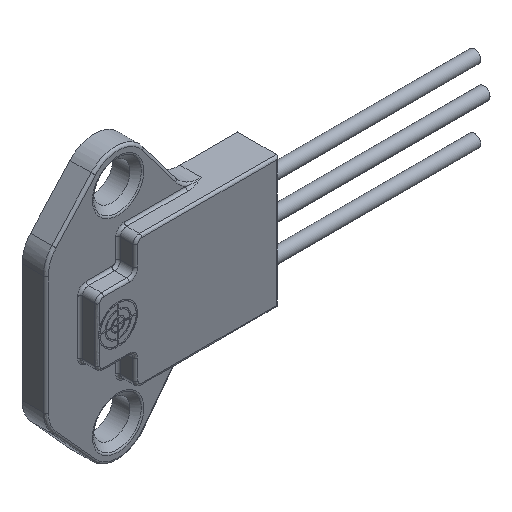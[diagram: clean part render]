
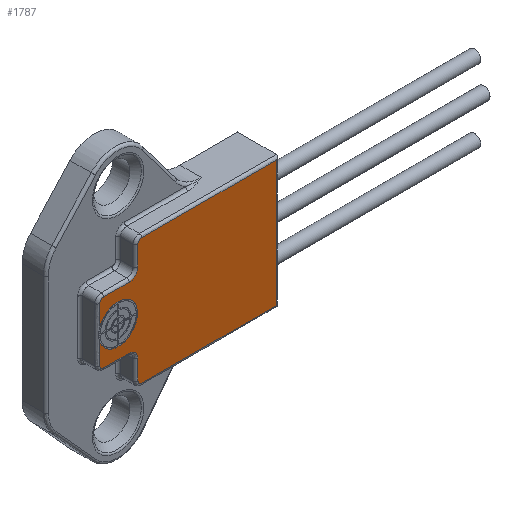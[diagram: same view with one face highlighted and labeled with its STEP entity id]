
A CAD part, isometric view. The second image highlights one B-rep face of the part: STEP entity #1787.
In plain terms, the highlighted free-form (B-spline) face has degree [1, 1] with [2, 2] control points.
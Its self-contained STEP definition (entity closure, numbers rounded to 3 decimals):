
#1032 = VERTEX_POINT('',#1033);
#1033 = CARTESIAN_POINT('',(-61.513,-1.885,
    22.13));
#1040 = EDGE_CURVE('',#1041,#1032,#1043,.T.);
#1041 = VERTEX_POINT('',#1042);
#1042 = CARTESIAN_POINT('',(-61.513,-1.885,
    23.565));
#1043 = ( BOUNDED_CURVE() B_SPLINE_CURVE(2,(#1044,#1045,#1046,#1047,
#1048,#1049,#1050),.UNSPECIFIED.,.F.,.F.) B_SPLINE_CURVE_WITH_KNOTS((3,2
    ,2,3),(3.49,5.352,7.214,9.076),
.PIECEWISE_BEZIER_KNOTS.) CURVE() GEOMETRIC_REPRESENTATION_ITEM() 
RATIONAL_B_SPLINE_CURVE((1.,0.597,1.,0.597,1.,
0.597,1.)) REPRESENTATION_ITEM('') );
#1044 = CARTESIAN_POINT('',(-61.513,-1.885,
    23.565));
#1045 = CARTESIAN_POINT('',(-60.548,-1.885,
    26.221));
#1046 = CARTESIAN_POINT('',(-58.282,-1.885,
    24.534));
#1047 = CARTESIAN_POINT('',(-56.015,-1.885,
    22.847));
#1048 = CARTESIAN_POINT('',(-58.282,-1.885,
    21.161));
#1049 = CARTESIAN_POINT('',(-60.548,-1.885,
    19.474));
#1050 = CARTESIAN_POINT('',(-61.513,-1.885,
    22.13));
#1787 = ADVANCED_FACE('',(#1788),#1900,.F.);
#1788 = FACE_BOUND('',#1789,.T.);
#1789 = EDGE_LOOP('',(#1790,#1791,#1798,#1806,#1813,#1821,#1828,#1836,
    #1843,#1850,#1857,#1865,#1872,#1880,#1887,#1895));
#1790 = ORIENTED_EDGE('',*,*,#1040,.T.);
#1791 = ORIENTED_EDGE('',*,*,#1792,.F.);
#1792 = EDGE_CURVE('',#1793,#1032,#1795,.T.);
#1793 = VERTEX_POINT('',#1794);
#1794 = CARTESIAN_POINT('',(-61.513,-1.885,
    19.911));
#1795 = B_SPLINE_CURVE_WITH_KNOTS('',1,(#1796,#1797),.UNSPECIFIED.,.F.,
  .F.,(2,2),(-3.248,-1.612),.PIECEWISE_BEZIER_KNOTS.);
#1796 = CARTESIAN_POINT('',(-61.513,-1.885,
    19.911));
#1797 = CARTESIAN_POINT('',(-61.513,-1.885,
    22.13));
#1798 = ORIENTED_EDGE('',*,*,#1799,.F.);
#1799 = EDGE_CURVE('',#1800,#1793,#1802,.T.);
#1800 = VERTEX_POINT('',#1801);
#1801 = CARTESIAN_POINT('',(-61.106,-1.885,
    19.504));
#1802 = ( BOUNDED_CURVE() B_SPLINE_CURVE(2,(#1803,#1804,#1805),
.UNSPECIFIED.,.F.,.F.) B_SPLINE_CURVE_WITH_KNOTS((3,3),(5.498,
7.069),.PIECEWISE_BEZIER_KNOTS.) CURVE() 
GEOMETRIC_REPRESENTATION_ITEM() RATIONAL_B_SPLINE_CURVE((1.,
0.707,1.)) REPRESENTATION_ITEM('') );
#1803 = CARTESIAN_POINT('',(-61.106,-1.885,
    19.504));
#1804 = CARTESIAN_POINT('',(-61.513,-1.885,
    19.504));
#1805 = CARTESIAN_POINT('',(-61.513,-1.885,
    19.911));
#1806 = ORIENTED_EDGE('',*,*,#1807,.F.);
#1807 = EDGE_CURVE('',#1808,#1800,#1810,.T.);
#1808 = VERTEX_POINT('',#1809);
#1809 = CARTESIAN_POINT('',(-58.325,-1.885,19.504)
  );
#1810 = B_SPLINE_CURVE_WITH_KNOTS('',1,(#1811,#1812),.UNSPECIFIED.,.F.,
  .F.,(2,2),(1.333,3.383),.PIECEWISE_BEZIER_KNOTS.);
#1811 = CARTESIAN_POINT('',(-58.325,-1.885,19.504)
  );
#1812 = CARTESIAN_POINT('',(-61.106,-1.885,
    19.504));
#1813 = ORIENTED_EDGE('',*,*,#1814,.F.);
#1814 = EDGE_CURVE('',#1815,#1808,#1817,.T.);
#1815 = VERTEX_POINT('',#1816);
#1816 = CARTESIAN_POINT('',(-57.376,-1.885,
    18.554));
#1817 = ( BOUNDED_CURVE() B_SPLINE_CURVE(2,(#1818,#1819,#1820),
.UNSPECIFIED.,.F.,.F.) B_SPLINE_CURVE_WITH_KNOTS((3,3),(5.498,
7.069),.PIECEWISE_BEZIER_KNOTS.) CURVE() 
GEOMETRIC_REPRESENTATION_ITEM() RATIONAL_B_SPLINE_CURVE((1.,
0.707,1.)) REPRESENTATION_ITEM('') );
#1818 = CARTESIAN_POINT('',(-57.376,-1.885,
    18.554));
#1819 = CARTESIAN_POINT('',(-57.376,-1.885,
    19.504));
#1820 = CARTESIAN_POINT('',(-58.325,-1.885,19.504)
  );
#1821 = ORIENTED_EDGE('',*,*,#1822,.F.);
#1822 = EDGE_CURVE('',#1823,#1815,#1825,.T.);
#1823 = VERTEX_POINT('',#1824);
#1824 = CARTESIAN_POINT('',(-57.376,-1.885,
    16.407));
#1825 = B_SPLINE_CURVE_WITH_KNOTS('',1,(#1826,#1827),.UNSPECIFIED.,.F.,
  .F.,(2,2),(-3.166,-1.583),.PIECEWISE_BEZIER_KNOTS.);
#1826 = CARTESIAN_POINT('',(-57.376,-1.885,
    16.407));
#1827 = CARTESIAN_POINT('',(-57.376,-1.885,
    18.554));
#1828 = ORIENTED_EDGE('',*,*,#1829,.F.);
#1829 = EDGE_CURVE('',#1830,#1823,#1832,.T.);
#1830 = VERTEX_POINT('',#1831);
#1831 = CARTESIAN_POINT('',(-56.969,-1.885,
    16.));
#1832 = ( BOUNDED_CURVE() B_SPLINE_CURVE(2,(#1833,#1834,#1835),
.UNSPECIFIED.,.F.,.F.) B_SPLINE_CURVE_WITH_KNOTS((3,3),(5.498,
7.069),.PIECEWISE_BEZIER_KNOTS.) CURVE() 
GEOMETRIC_REPRESENTATION_ITEM() RATIONAL_B_SPLINE_CURVE((1.,
0.707,1.)) REPRESENTATION_ITEM('') );
#1833 = CARTESIAN_POINT('',(-56.969,-1.885,
    16.));
#1834 = CARTESIAN_POINT('',(-57.376,-1.885,
    16.));
#1835 = CARTESIAN_POINT('',(-57.376,-1.885,
    16.407));
#1836 = ORIENTED_EDGE('',*,*,#1837,.F.);
#1837 = EDGE_CURVE('',#1838,#1830,#1840,.T.);
#1838 = VERTEX_POINT('',#1839);
#1839 = CARTESIAN_POINT('',(-42.347,-1.885,
    16.));
#1840 = B_SPLINE_CURVE_WITH_KNOTS('',1,(#1841,#1842),.UNSPECIFIED.,.F.,
  .F.,(2,2),(-3.433,7.348),.PIECEWISE_BEZIER_KNOTS.);
#1841 = CARTESIAN_POINT('',(-42.347,-1.885,
    16.));
#1842 = CARTESIAN_POINT('',(-56.969,-1.885,
    16.));
#1843 = ORIENTED_EDGE('',*,*,#1844,.F.);
#1844 = EDGE_CURVE('',#1845,#1838,#1847,.T.);
#1845 = VERTEX_POINT('',#1846);
#1846 = CARTESIAN_POINT('',(-42.347,-1.885,
    29.695));
#1847 = B_SPLINE_CURVE_WITH_KNOTS('',1,(#1848,#1849),.UNSPECIFIED.,.F.,
  .F.,(2,2),(-2.424,7.672),.PIECEWISE_BEZIER_KNOTS.);
#1848 = CARTESIAN_POINT('',(-42.347,-1.885,
    29.695));
#1849 = CARTESIAN_POINT('',(-42.347,-1.885,
    16.));
#1850 = ORIENTED_EDGE('',*,*,#1851,.F.);
#1851 = EDGE_CURVE('',#1852,#1845,#1854,.T.);
#1852 = VERTEX_POINT('',#1853);
#1853 = CARTESIAN_POINT('',(-56.969,-1.885,
    29.695));
#1854 = B_SPLINE_CURVE_WITH_KNOTS('',1,(#1855,#1856),.UNSPECIFIED.,.F.,
  .F.,(2,2),(-5.039,5.741),.PIECEWISE_BEZIER_KNOTS.);
#1855 = CARTESIAN_POINT('',(-56.969,-1.885,
    29.695));
#1856 = CARTESIAN_POINT('',(-42.347,-1.885,
    29.695));
#1857 = ORIENTED_EDGE('',*,*,#1858,.F.);
#1858 = EDGE_CURVE('',#1859,#1852,#1861,.T.);
#1859 = VERTEX_POINT('',#1860);
#1860 = CARTESIAN_POINT('',(-57.376,-1.885,
    29.288));
#1861 = ( BOUNDED_CURVE() B_SPLINE_CURVE(2,(#1862,#1863,#1864),
.UNSPECIFIED.,.F.,.F.) B_SPLINE_CURVE_WITH_KNOTS((3,3),(5.498,
7.069),.PIECEWISE_BEZIER_KNOTS.) CURVE() 
GEOMETRIC_REPRESENTATION_ITEM() RATIONAL_B_SPLINE_CURVE((1.,
0.707,1.)) REPRESENTATION_ITEM('') );
#1862 = CARTESIAN_POINT('',(-57.376,-1.885,
    29.288));
#1863 = CARTESIAN_POINT('',(-57.376,-1.885,
    29.695));
#1864 = CARTESIAN_POINT('',(-56.969,-1.885,
    29.695));
#1865 = ORIENTED_EDGE('',*,*,#1866,.F.);
#1866 = EDGE_CURVE('',#1867,#1859,#1869,.T.);
#1867 = VERTEX_POINT('',#1868);
#1868 = CARTESIAN_POINT('',(-57.376,-1.885,
    27.14));
#1869 = B_SPLINE_CURVE_WITH_KNOTS('',1,(#1870,#1871),.UNSPECIFIED.,.F.,
  .F.,(2,2),(0.791,2.374),.PIECEWISE_BEZIER_KNOTS.);
#1870 = CARTESIAN_POINT('',(-57.376,-1.885,
    27.14));
#1871 = CARTESIAN_POINT('',(-57.376,-1.885,
    29.288));
#1872 = ORIENTED_EDGE('',*,*,#1873,.F.);
#1873 = EDGE_CURVE('',#1874,#1867,#1876,.T.);
#1874 = VERTEX_POINT('',#1875);
#1875 = CARTESIAN_POINT('',(-58.325,-1.885,26.191
    ));
#1876 = ( BOUNDED_CURVE() B_SPLINE_CURVE(2,(#1877,#1878,#1879),
.UNSPECIFIED.,.F.,.F.) B_SPLINE_CURVE_WITH_KNOTS((3,3),(5.498,
7.069),.PIECEWISE_BEZIER_KNOTS.) CURVE() 
GEOMETRIC_REPRESENTATION_ITEM() RATIONAL_B_SPLINE_CURVE((1.,
0.707,1.)) REPRESENTATION_ITEM('') );
#1877 = CARTESIAN_POINT('',(-58.325,-1.885,26.191
    ));
#1878 = CARTESIAN_POINT('',(-57.376,-1.885,
    26.191));
#1879 = CARTESIAN_POINT('',(-57.376,-1.885,
    27.14));
#1880 = ORIENTED_EDGE('',*,*,#1881,.F.);
#1881 = EDGE_CURVE('',#1882,#1874,#1884,.T.);
#1882 = VERTEX_POINT('',#1883);
#1883 = CARTESIAN_POINT('',(-61.106,-1.885,
    26.191));
#1884 = B_SPLINE_CURVE_WITH_KNOTS('',1,(#1885,#1886),.UNSPECIFIED.,.F.,
  .F.,(2,2),(-4.408,-2.358),.PIECEWISE_BEZIER_KNOTS.);
#1885 = CARTESIAN_POINT('',(-61.106,-1.885,
    26.191));
#1886 = CARTESIAN_POINT('',(-58.325,-1.885,26.191
    ));
#1887 = ORIENTED_EDGE('',*,*,#1888,.F.);
#1888 = EDGE_CURVE('',#1889,#1882,#1891,.T.);
#1889 = VERTEX_POINT('',#1890);
#1890 = CARTESIAN_POINT('',(-61.513,-1.885,
    25.784));
#1891 = ( BOUNDED_CURVE() B_SPLINE_CURVE(2,(#1892,#1893,#1894),
.UNSPECIFIED.,.F.,.F.) B_SPLINE_CURVE_WITH_KNOTS((3,3),(5.498,
7.069),.PIECEWISE_BEZIER_KNOTS.) CURVE() 
GEOMETRIC_REPRESENTATION_ITEM() RATIONAL_B_SPLINE_CURVE((1.,
0.707,1.)) REPRESENTATION_ITEM('') );
#1892 = CARTESIAN_POINT('',(-61.513,-1.885,
    25.784));
#1893 = CARTESIAN_POINT('',(-61.513,-1.885,
    26.191));
#1894 = CARTESIAN_POINT('',(-61.106,-1.885,
    26.191));
#1895 = ORIENTED_EDGE('',*,*,#1896,.F.);
#1896 = EDGE_CURVE('',#1041,#1889,#1897,.T.);
#1897 = B_SPLINE_CURVE_WITH_KNOTS('',1,(#1898,#1899),.UNSPECIFIED.,.F.,
  .F.,(2,2),(-0.553,1.083),.PIECEWISE_BEZIER_KNOTS.);
#1898 = CARTESIAN_POINT('',(-61.513,-1.885,
    23.565));
#1899 = CARTESIAN_POINT('',(-61.513,-1.885,
    25.784));
#1900 = B_SPLINE_SURFACE_WITH_KNOTS('',1,1,(
    (#1901,#1902)
    ,(#1903,#1904
  )),.UNSPECIFIED.,.F.,.F.,.F.,(2,2),(2,2),(-7.065,7.065),(
    -5.048,5.048),.PIECEWISE_BEZIER_KNOTS.);
#1901 = CARTESIAN_POINT('',(-61.513,-1.885,
    29.695));
#1902 = CARTESIAN_POINT('',(-61.513,-1.885,
    16.));
#1903 = CARTESIAN_POINT('',(-42.347,-1.885,
    29.695));
#1904 = CARTESIAN_POINT('',(-42.347,-1.885,
    16.));
